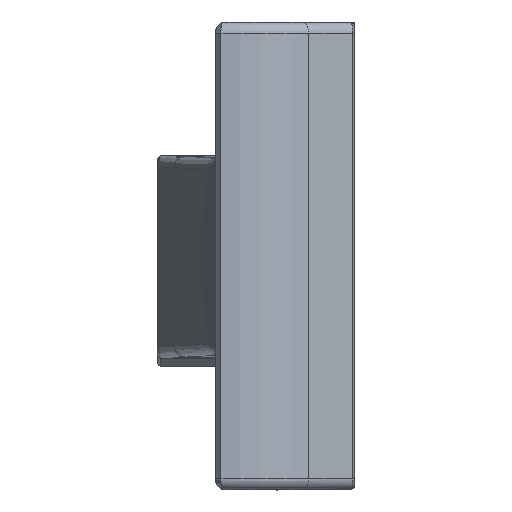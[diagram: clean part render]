
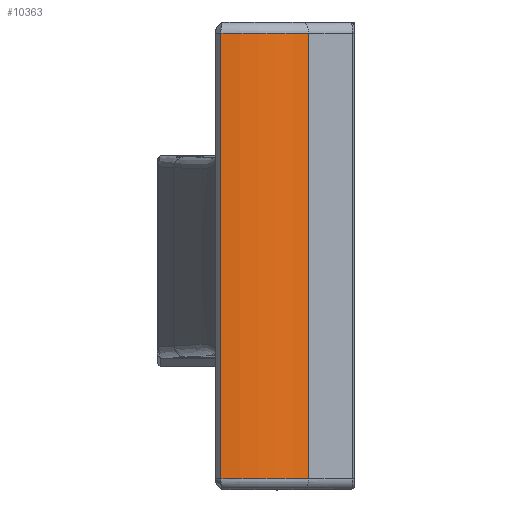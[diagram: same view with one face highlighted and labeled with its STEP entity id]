
A CAD part, top view. The second image highlights one B-rep face of the part: STEP entity #10363.
In plain terms, the highlighted cylindrical face has radius 22.994 mm (diameter 45.988 mm), a partial arc.
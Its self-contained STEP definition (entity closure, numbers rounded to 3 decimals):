
#209=CIRCLE('',#11049,22.994);
#210=CIRCLE('',#11050,22.994);
#324=CYLINDRICAL_SURFACE('',#11048,22.994);
#1061=FACE_OUTER_BOUND('',#1690,.T.);
#1690=EDGE_LOOP('',(#8224,#8225,#8226,#8227));
#2513=LINE('',#15265,#3607);
#2613=LINE('',#17411,#3707);
#3607=VECTOR('',#12183,10.);
#3707=VECTOR('',#12741,10.);
#4552=VERTEX_POINT('',#15262);
#4553=VERTEX_POINT('',#15264);
#4720=VERTEX_POINT('',#17409);
#4721=VERTEX_POINT('',#17410);
#5693=EDGE_CURVE('',#4553,#4552,#2513,.T.);
#5972=EDGE_CURVE('',#4720,#4721,#2613,.T.);
#5973=EDGE_CURVE('',#4553,#4720,#209,.T.);
#5974=EDGE_CURVE('',#4721,#4552,#210,.T.);
#8224=ORIENTED_EDGE('',*,*,#5972,.F.);
#8225=ORIENTED_EDGE('',*,*,#5973,.F.);
#8226=ORIENTED_EDGE('',*,*,#5693,.T.);
#8227=ORIENTED_EDGE('',*,*,#5974,.F.);
#10363=ADVANCED_FACE('',(#1061),#324,.T.);
#11048=AXIS2_PLACEMENT_3D('',#17408,#12739,#12740);
#11049=AXIS2_PLACEMENT_3D('',#17412,#12742,#12743);
#11050=AXIS2_PLACEMENT_3D('',#17413,#12744,#12745);
#12183=DIRECTION('',(0.,1.,0.));
#12739=DIRECTION('center_axis',(0.,-1.,0.));
#12740=DIRECTION('ref_axis',(0.643,0.,0.766));
#12741=DIRECTION('',(0.,1.,0.));
#12742=DIRECTION('center_axis',(0.,-1.,0.));
#12743=DIRECTION('ref_axis',(0.301,0.,0.954));
#12744=DIRECTION('center_axis',(0.,1.,0.));
#12745=DIRECTION('ref_axis',(0.301,0.,0.954));
#15262=CARTESIAN_POINT('',(105.788,8.15,223.82));
#15264=CARTESIAN_POINT('',(105.788,-71.85,223.82));
#15265=CARTESIAN_POINT('',(105.788,-31.85,223.82));
#17408=CARTESIAN_POINT('Origin',(91.008,-31.85,206.206));
#17409=CARTESIAN_POINT('',(90.002,-71.85,229.178));
#17410=CARTESIAN_POINT('',(90.002,8.15,229.178));
#17411=CARTESIAN_POINT('',(90.002,-31.85,229.178));
#17412=CARTESIAN_POINT('Origin',(91.008,-71.85,206.206));
#17413=CARTESIAN_POINT('Origin',(91.008,8.15,206.206));
